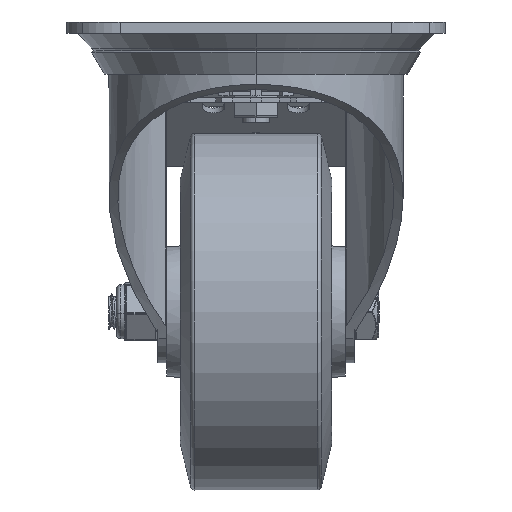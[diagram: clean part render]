
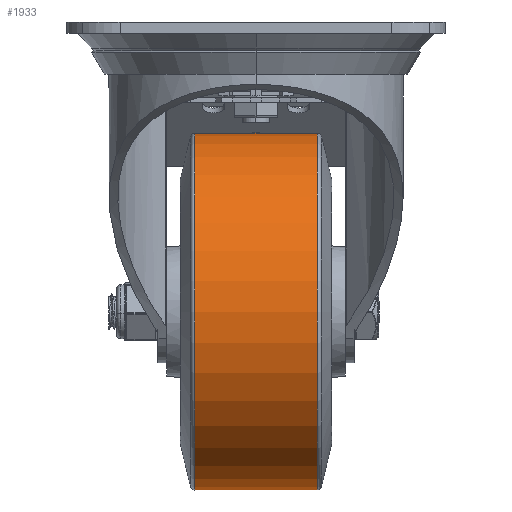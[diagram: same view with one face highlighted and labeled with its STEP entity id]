
A CAD part, left-side view. The second image highlights one B-rep face of the part: STEP entity #1933.
In plain terms, the highlighted cylindrical face has radius 40 mm (diameter 80 mm), a partial arc.
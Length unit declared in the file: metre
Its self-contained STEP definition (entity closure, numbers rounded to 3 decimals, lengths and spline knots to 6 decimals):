
#1933=ADVANCED_FACE('6:52469',(#3330),#3331,.T.);
#3330=FACE_OUTER_BOUND('',#5592,.T.);
#3331=CYLINDRICAL_SURFACE('',#5593,0.04);
#5592=EDGE_LOOP('',(#14957,#14958,#14959,#14960));
#5593=AXIS2_PLACEMENT_3D('',#14961,#14962,#14963);
#14957=ORIENTED_EDGE('',*,*,#19339,.F.);
#14958=ORIENTED_EDGE('',*,*,#19340,.F.);
#14959=ORIENTED_EDGE('',*,*,#19341,.F.);
#14960=ORIENTED_EDGE('',*,*,#19342,.F.);
#14961=CARTESIAN_POINT('',(0.,0.,0.));
#14962=DIRECTION('',(0.,-1.0,0.));
#14963=DIRECTION('',(0.,0.,1.0));
#19339=EDGE_CURVE('',#22236,#22237,#22238,.T.);
#19340=EDGE_CURVE('6:52484',#22239,#22236,#22240,.T.);
#19341=EDGE_CURVE('',#22241,#22239,#22242,.T.);
#19342=EDGE_CURVE('6:52475',#22237,#22241,#22243,.T.);
#22236=VERTEX_POINT('',#27092);
#22237=VERTEX_POINT('',#27093);
#22238=LINE('',#27094,#27095);
#22239=VERTEX_POINT('',#27096);
#22240=CIRCLE('',#27097,0.04);
#22241=VERTEX_POINT('',#27098);
#22242=LINE('',#27099,#27100);
#22243=CIRCLE('',#27101,0.04);
#27092=CARTESIAN_POINT('',(0.,0.01371,0.04));
#27093=CARTESIAN_POINT('',(0.,-0.01371,0.04));
#27094=CARTESIAN_POINT('',(0.,0.,0.04));
#27095=VECTOR('',#33288,1.0);
#27096=CARTESIAN_POINT('',(0.,0.01371,-0.04));
#27097=AXIS2_PLACEMENT_3D('',#33289,#33290,#33291);
#27098=CARTESIAN_POINT('',(0.,-0.01371,-0.04));
#27099=CARTESIAN_POINT('',(0.,0.,-0.04));
#27100=VECTOR('',#33292,1.0);
#27101=AXIS2_PLACEMENT_3D('',#33293,#33294,#33295);
#33288=DIRECTION('',(0.,-1.0,0.));
#33289=CARTESIAN_POINT('',(0.,0.01371,0.));
#33290=DIRECTION('',(0.,1.0,0.));
#33291=DIRECTION('',(0.,0.,-1.0));
#33292=DIRECTION('',(0.,1.0,0.));
#33293=CARTESIAN_POINT('',(0.,-0.01371,0.));
#33294=DIRECTION('',(0.,-1.0,0.));
#33295=DIRECTION('',(0.,0.,-1.0));
